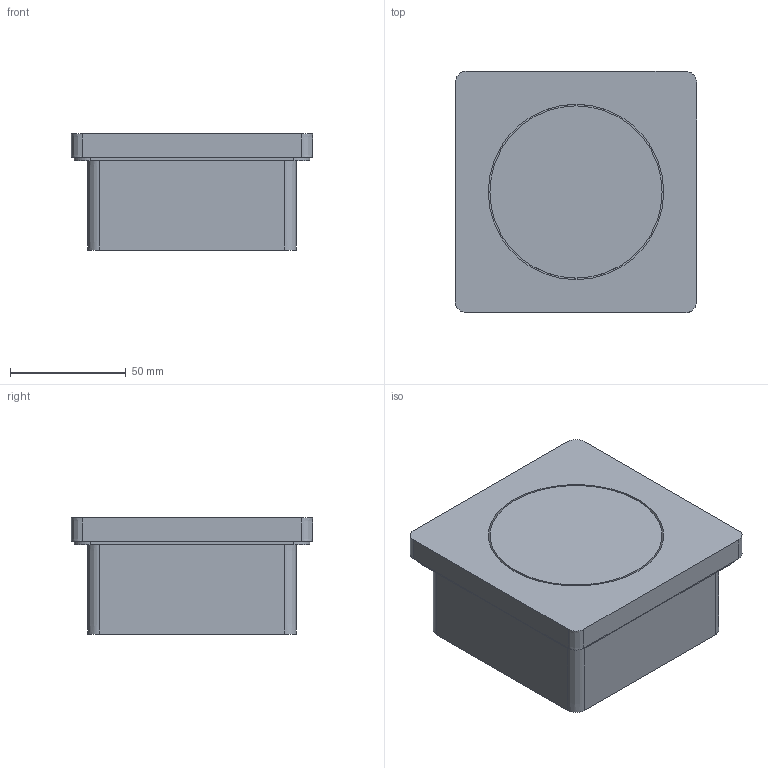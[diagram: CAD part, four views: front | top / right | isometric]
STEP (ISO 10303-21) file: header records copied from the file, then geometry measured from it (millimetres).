
FILE_DESCRIPTION(('STEP AP242'),'1');
FILE_NAME('xvsv9bbn.stp','2020-03-19T11:44:24',('TraceParts'),('TraceParts S.A.'),'Spatial InterOp 3D',' ',' ');
FILE_SCHEMA(('AP242_MANAGED_MODEL_BASED_3D_ENGINEERING_MIM_LF {1 0 10303 442 1 1 4}'));
Length unit declared in the file: millimetre
Products named in the file (1): xvsv9bbn
Bounding box: 104.16 x 104.16 x 50.1 mm (x, y, z)
Volume: 432320.9 mm3; surface area: 47025.4 mm2
Topology: 1 solids, 1 shells, 65 faces, 168 edges, 112 vertices
Faces by surface type: plane 33, cylinder 24, extrusion 8
Entity records: 2205 total; most frequent: CARTESIAN_POINT 578, ORIENTED_EDGE 336, DIRECTION 324, EDGE_CURVE 168, VECTOR 112, VERTEX_POINT 112, AXIS2_PLACEMENT_3D 106, LINE 104
